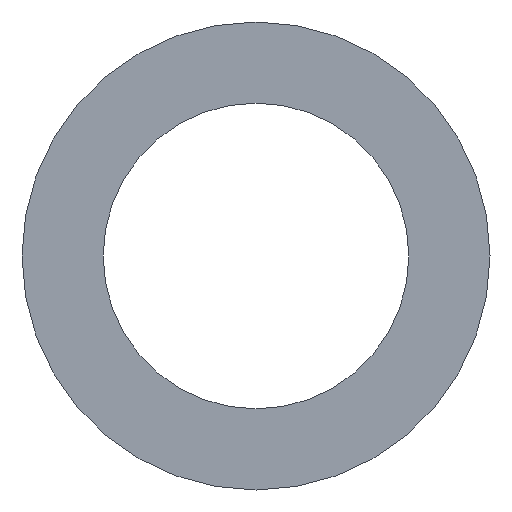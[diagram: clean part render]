
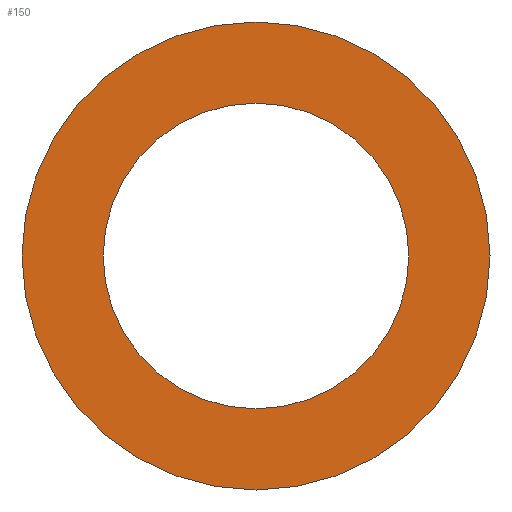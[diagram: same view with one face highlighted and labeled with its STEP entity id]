
A CAD part, left-side view. The second image highlights one B-rep face of the part: STEP entity #150.
In plain terms, the highlighted planar face has unit normal (-1, 0, 0).
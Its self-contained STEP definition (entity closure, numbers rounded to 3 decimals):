
#84 = VERTEX_POINT( '', #197 );
#110 = EDGE_CURVE( '', #114, #144, #226, .T. );
#114 = VERTEX_POINT( '', #230 );
#120 = VERTEX_POINT( '', #237 );
#140 = EDGE_CURVE( '', #84, #120, #262, .T. );
#144 = VERTEX_POINT( '', #266 );
#146 = EDGE_CURVE( '', #120, #84, #268, .T. );
#150 = ADVANCED_FACE( '', ( #273, #274 ), #275, .T. );
#162 = EDGE_CURVE( '', #144, #114, #288, .T. );
#197 = CARTESIAN_POINT( '', ( -80., 79., 0. ) );
#226 = CIRCLE( '', #355, 51.6 );
#230 = CARTESIAN_POINT( '', ( -80., -51.6, 0. ) );
#237 = CARTESIAN_POINT( '', ( -80., -79., 0. ) );
#262 = CIRCLE( '', #399, 79. );
#266 = CARTESIAN_POINT( '', ( -80., 51.6, 0. ) );
#268 = CIRCLE( '', #408, 79. );
#273 = FACE_BOUND( '', #413, .T. );
#274 = FACE_OUTER_BOUND( '', #414, .T. );
#275 = PLANE( '', #415 );
#288 = CIRCLE( '', #432, 51.6 );
#355 = AXIS2_PLACEMENT_3D( '', #483, #484, #485 );
#399 = AXIS2_PLACEMENT_3D( '', #537, #538, #539 );
#408 = AXIS2_PLACEMENT_3D( '', #541, #542, #543 );
#413 = EDGE_LOOP( '', ( #553, #554 ) );
#414 = EDGE_LOOP( '', ( #555, #556 ) );
#415 = AXIS2_PLACEMENT_3D( '', #557, #558, #559 );
#432 = AXIS2_PLACEMENT_3D( '', #572, #573, #574 );
#483 = CARTESIAN_POINT( '', ( -80., 0., 0. ) );
#484 = DIRECTION( '', ( -1., 0., 0. ) );
#485 = DIRECTION( '', ( 0., 1., 0. ) );
#537 = CARTESIAN_POINT( '', ( -80., 0., 0. ) );
#538 = DIRECTION( '', ( -1., 0., 0. ) );
#539 = DIRECTION( '', ( 0., 1., 0. ) );
#541 = CARTESIAN_POINT( '', ( -80., 0., 0. ) );
#542 = DIRECTION( '', ( -1., 0., 0. ) );
#543 = DIRECTION( '', ( 0., 1., 0. ) );
#553 = ORIENTED_EDGE( '', *, *, #162, .F. );
#554 = ORIENTED_EDGE( '', *, *, #110, .F. );
#555 = ORIENTED_EDGE( '', *, *, #140, .T. );
#556 = ORIENTED_EDGE( '', *, *, #146, .T. );
#557 = CARTESIAN_POINT( '', ( -80., 65.3, 0. ) );
#558 = DIRECTION( '', ( -1., 0., 0. ) );
#559 = DIRECTION( '', ( 0., 1., 0. ) );
#572 = CARTESIAN_POINT( '', ( -80., 0., 0. ) );
#573 = DIRECTION( '', ( -1., 0., 0. ) );
#574 = DIRECTION( '', ( 0., 1., 0. ) );
